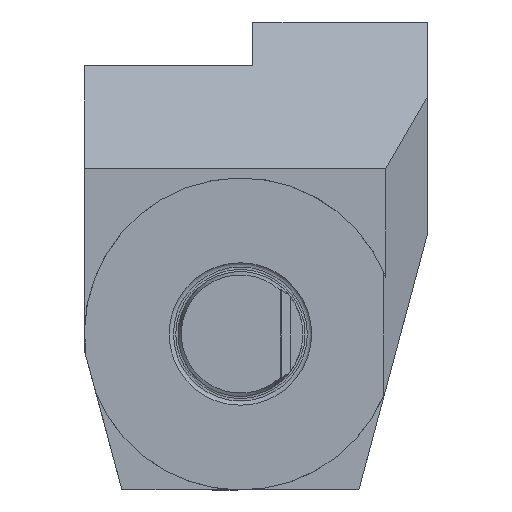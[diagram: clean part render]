
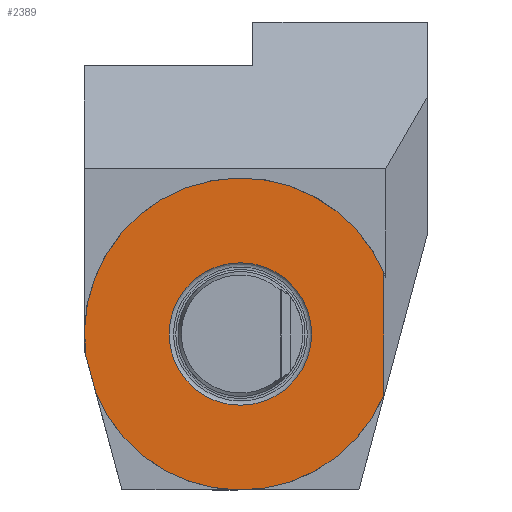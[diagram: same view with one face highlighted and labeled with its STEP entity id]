
A CAD part, front view. The second image highlights one B-rep face of the part: STEP entity #2389.
In plain terms, the highlighted planar face has unit normal (0, -1, 0).
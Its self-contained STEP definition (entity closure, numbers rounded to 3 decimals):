
#146 = DIRECTION ( 'NONE',  ( 0., 1., 0. ) ) ;
#206 = CARTESIAN_POINT ( 'NONE',  ( 11.419, 0., 0. ) ) ;
#726 = EDGE_CURVE ( 'NONE', #12750, #5697, #6663, .T. ) ;
#797 = CARTESIAN_POINT ( 'NONE',  ( 23., 0., 9.798 ) ) ;
#1161 = DIRECTION ( 'NONE',  ( 0.259, 0., -0.966 ) ) ;
#1176 = DIRECTION ( 'NONE',  ( 1., 0., 0. ) ) ;
#1655 = CIRCLE ( 'NONE', #3024, 25. ) ;
#1855 = EDGE_CURVE ( 'NONE', #6299, #5697, #2603, .T. ) ;
#1966 = DIRECTION ( 'NONE',  ( 1., 0., 0. ) ) ;
#2262 = CARTESIAN_POINT ( 'NONE',  ( 23., 0., -25. ) ) ;
#2377 = DIRECTION ( 'NONE',  ( 0., -1., 0. ) ) ;
#2389 = ADVANCED_FACE ( 'Defeature completata2_1', ( #7304, #16530 ), #4968, .T. ) ;
#2603 = LINE ( 'NONE', #12773, #14019 ) ;
#3024 = AXIS2_PLACEMENT_3D ( 'NONE', #4894, #13857, #6149 ) ;
#3325 = ORIENTED_EDGE ( 'NONE', *, *, #726, .F. ) ;
#3674 = CARTESIAN_POINT ( 'NONE',  ( -11.55, 0., 0. ) ) ;
#4658 = EDGE_CURVE ( 'NONE', #12750, #10471, #8702, .T. ) ;
#4826 = EDGE_CURVE ( 'NONE', #6299, #10471, #1655, .T. ) ;
#4894 = CARTESIAN_POINT ( 'NONE',  ( 0., 0., 0. ) ) ;
#4968 = PLANE ( 'NONE',  #16708 ) ;
#5222 = CARTESIAN_POINT ( 'NONE',  ( 0., 0., 0. ) ) ;
#5697 = VERTEX_POINT ( 'NONE', #11927 ) ;
#5755 = EDGE_LOOP ( 'NONE', ( #13789, #9752, #15090, #3325 ) ) ;
#6091 = ORIENTED_EDGE ( 'NONE', *, *, #9978, .F. ) ;
#6149 = DIRECTION ( 'NONE',  ( -1., 0., 0. ) ) ;
#6299 = VERTEX_POINT ( 'NONE', #9110 ) ;
#6467 = EDGE_LOOP ( 'NONE', ( #6091 ) ) ;
#6597 = VERTEX_POINT ( 'NONE', #206 ) ;
#6663 = CIRCLE ( 'NONE', #16392, 25. ) ;
#7057 = VECTOR ( 'NONE', #16651, 1000. ) ;
#7304 = FACE_OUTER_BOUND ( 'NONE', #5755, .T. ) ;
#8702 = LINE ( 'NONE', #2262, #7057 ) ;
#8812 = CARTESIAN_POINT ( 'NONE',  ( 0., 0., 0. ) ) ;
#8836 = DIRECTION ( 'NONE',  ( 0., -1., 0. ) ) ;
#9110 = CARTESIAN_POINT ( 'NONE',  ( -24.746, 0., -3.557 ) ) ;
#9752 = ORIENTED_EDGE ( 'NONE', *, *, #4826, .F. ) ;
#9978 = EDGE_CURVE ( 'NONE', #6597, #6597, #15718, .T. ) ;
#10471 = VERTEX_POINT ( 'NONE', #797 ) ;
#11927 = CARTESIAN_POINT ( 'NONE',  ( -23.209, 0., -9.293 ) ) ;
#12245 = CARTESIAN_POINT ( 'NONE',  ( 23., 0., -9.798 ) ) ;
#12750 = VERTEX_POINT ( 'NONE', #12245 ) ;
#12758 = AXIS2_PLACEMENT_3D ( 'NONE', #8812, #2377, #1176 ) ;
#12773 = CARTESIAN_POINT ( 'NONE',  ( -24.751, 0., -3.537 ) ) ;
#13789 = ORIENTED_EDGE ( 'NONE', *, *, #4658, .T. ) ;
#13857 = DIRECTION ( 'NONE',  ( 0., 1., 0. ) ) ;
#14019 = VECTOR ( 'NONE', #1161, 1000. ) ;
#15090 = ORIENTED_EDGE ( 'NONE', *, *, #1855, .T. ) ;
#15718 = CIRCLE ( 'NONE', #12758, 11.419 ) ;
#15773 = DIRECTION ( 'NONE',  ( -1., 0., 0. ) ) ;
#16392 = AXIS2_PLACEMENT_3D ( 'NONE', #5222, #146, #15773 ) ;
#16530 = FACE_BOUND ( 'NONE', #6467, .T. ) ;
#16651 = DIRECTION ( 'NONE',  ( 0., 0., 1. ) ) ;
#16708 = AXIS2_PLACEMENT_3D ( 'NONE', #3674, #8836, #1966 ) ;
